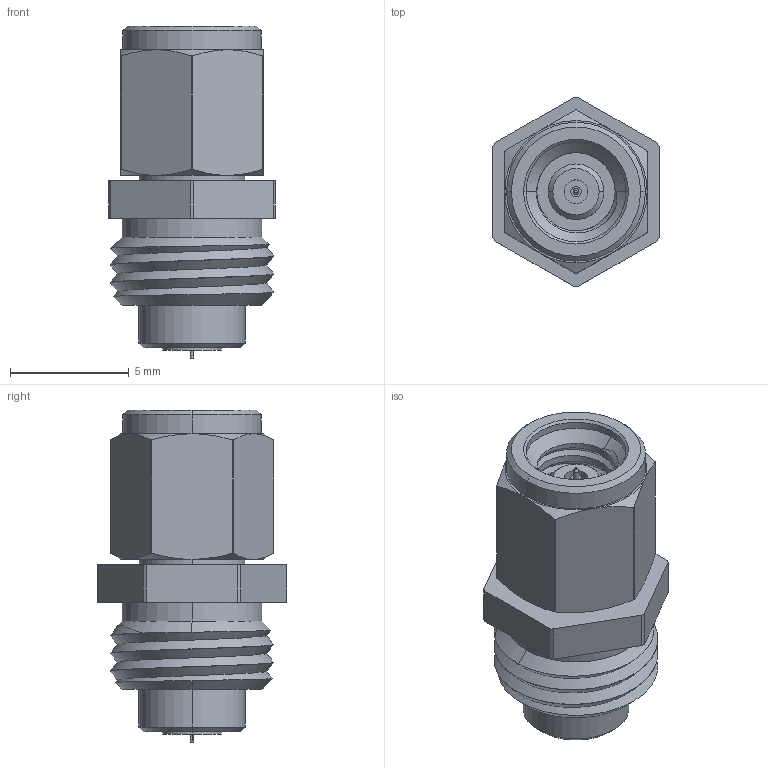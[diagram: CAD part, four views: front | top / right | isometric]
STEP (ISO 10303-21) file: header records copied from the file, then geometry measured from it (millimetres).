
FILE_DESCRIPTION (( 'STEP AP203' ), '1' );
FILE_NAME ('FL10P9-AS502SE001.STEP', '2017-08-02T01:36:35', ( '' ), ( '' ), 'SwSTEP 2.0', 'SolidWorks 2016', '' );
FILE_SCHEMA (( 'CONFIG_CONTROL_DESIGN' ));
Length unit declared in the file: millimetre
Products named in the file (1): FL10P9-AS502SE001
Bounding box: 7 x 8 x 14 mm (x, y, z)
Volume: 372.7 mm3; surface area: 541.5 mm2
Topology: 1 solids, 1 shells, 129 faces, 295 edges, 185 vertices
Faces by surface type: cylinder 60, cone 34, plane 31, bspline 4
Entity records: 5383 total; most frequent: CARTESIAN_POINT 2438, DIRECTION 610, ORIENTED_EDGE 590, EDGE_CURVE 295, AXIS2_PLACEMENT_3D 253, VERTEX_POINT 185, EDGE_LOOP 146, ADVANCED_FACE 129
